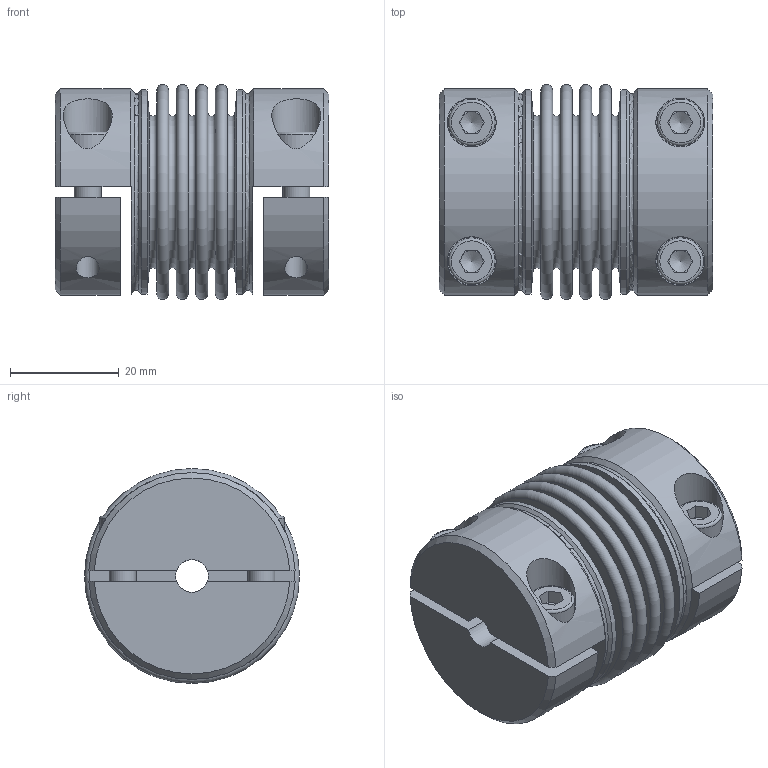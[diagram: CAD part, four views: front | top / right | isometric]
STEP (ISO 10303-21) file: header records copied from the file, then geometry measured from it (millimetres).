
FILE_DESCRIPTION( ( 'Unknown' ), '1' );
FILE_NAME( 'KGH 20 L=50.stp', 'Unknown', ( 'Unknown' ), ( 'Unknown' ), 'PSStep 10.1', 'Unknown', ' ' );
FILE_SCHEMA( ( 'AUTOMOTIVE_DESIGN { 1 0 10303 214 1 1 1 1 }' ) );
Length unit declared in the file: millimetre
Products named in the file (1): 20716963
Bounding box: 50.33 x 39.5 x 39.5 mm (x, y, z)
Volume: 33792.8 mm3; surface area: 28007 mm2
Topology: 1 solids, 1 shells, 170 faces, 378 edges, 246 vertices
Faces by surface type: plane 98, cylinder 32, torus 24, cone 16
Full cylindrical faces by diameter (mm): 4.2 x4, 5 x4, 5.4 x4, 6 x2, 8.5 x4, 9 x4, 36.7 x2, 37.5 x2
Entity records: 5982 total; most frequent: CARTESIAN_POINT 1175, DIRECTION 754, ORIENTED_EDGE 560, AXIS2_PLACEMENT_3D 311, EDGE_CURVE 280, EDGE_LOOP 274, FACE_OUTER_BOUND 220, VERTEX_POINT 214
